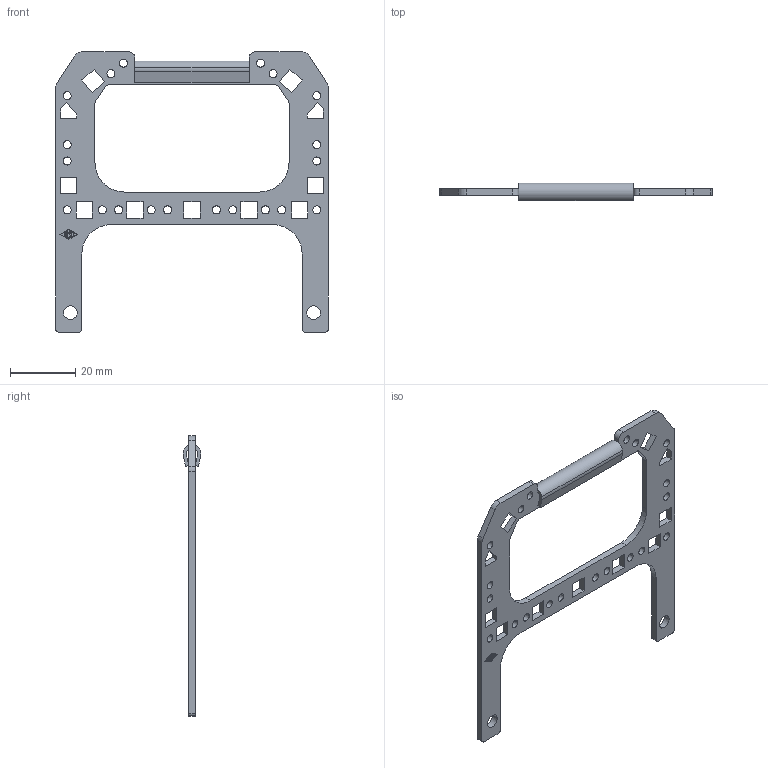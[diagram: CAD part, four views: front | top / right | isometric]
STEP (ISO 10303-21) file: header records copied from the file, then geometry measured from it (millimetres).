
FILE_DESCRIPTION((''),'2;1');
FILE_NAME('CR 16 SS.stp','2007-01-02T17:37:11',('gembarski'),(''),'Autodesk Inventor 7','Autodesk Inventor 7','');
FILE_SCHEMA(('AUTOMOTIVE_DESIGN { 1 0 10303 214 1 1 1 1 }'));
Length unit declared in the file: millimetre
Products named in the file (1): CR 16 SS
Bounding box: 83.5 x 5.49 x 86 mm (x, y, z)
Volume: 5490.4 mm3; surface area: 8005.6 mm2
Topology: 1 solids, 2 shells, 203 faces, 575 edges, 382 vertices
Faces by surface type: plane 117, cylinder 46, bspline 40
Entity records: 7308 total; most frequent: CARTESIAN_POINT 1843, ORIENTED_EDGE 1154, DIRECTION 1081, EDGE_CURVE 577, VECTOR 401, LINE 401, VERTEX_POINT 382, AXIS2_PLACEMENT_3D 340
